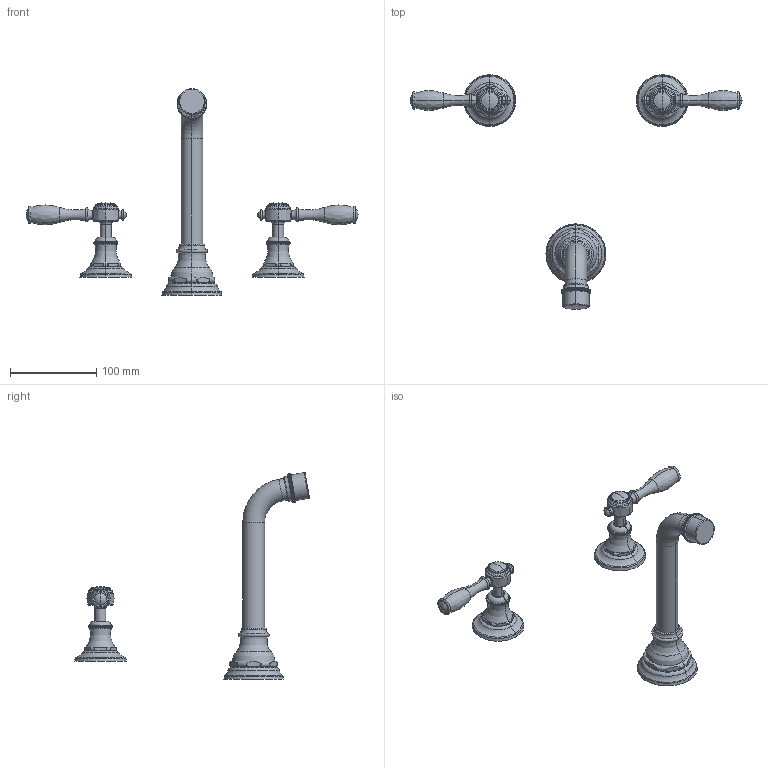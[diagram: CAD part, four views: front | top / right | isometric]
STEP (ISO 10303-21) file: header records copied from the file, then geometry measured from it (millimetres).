
FILE_DESCRIPTION((''),'2;1');
FILE_NAME('3-1775_SW0001','2020-12-01T13:47:52',('rsmith'),(''),'CREO PARAMETRIC BY PTC INC, 2018400','CREO PARAMETRIC BY PTC INC, 2018400','');
FILE_SCHEMA(('AUTOMOTIVE_DESIGN { 1 0 10303 214 1 1 1 1 }'));
Length unit declared in the file: inch
Products named in the file (1): 3-1775_SW0001
Bounding box: 385.24 x 272.48 x 240.15 mm (x, y, z)
Volume: 370686.3 mm3; surface area: 67570.6 mm2
Topology: 3 solids, 3 shells, 672 faces, 1128 edges, 712 vertices
Faces by surface type: plane 494, torus 112, cylinder 34, sphere 12, cone 10, bspline 10
Entity records: 34237 total; most frequent: CARTESIAN_POINT 12832, DIRECTION 2289, ORIENTED_EDGE 2232, PRESENTATION_STYLE_ASSIGNMENT 1791, STYLED_ITEM 1119, CURVE_STYLE 1116, EDGE_CURVE 1116, AXIS2_PLACEMENT_3D 1009
